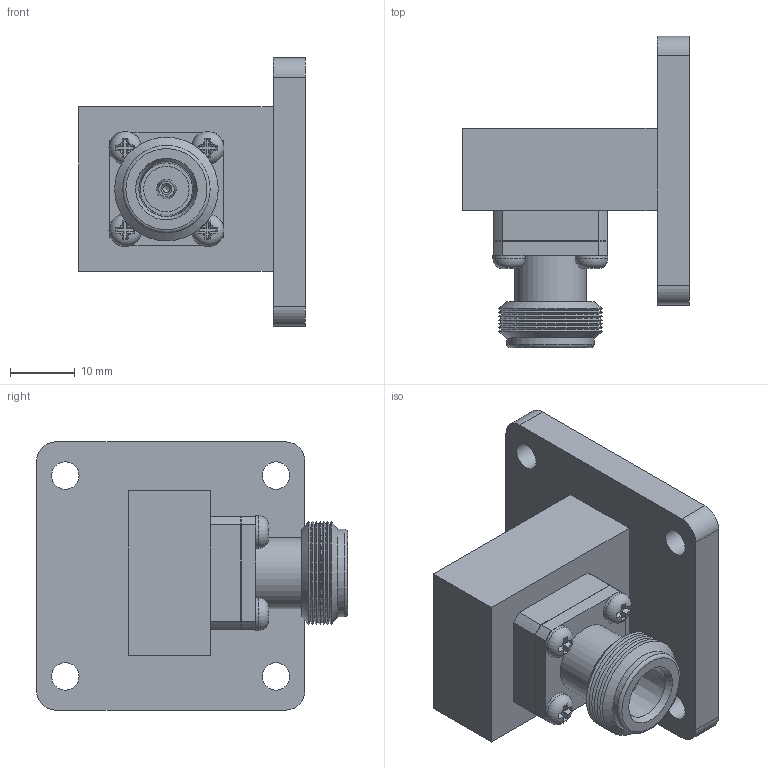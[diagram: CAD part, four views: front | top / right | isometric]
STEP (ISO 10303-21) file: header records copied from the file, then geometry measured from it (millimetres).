
FILE_DESCRIPTION (( 'STEP AP214' ), '1' );
FILE_NAME ('FMWCA1092_3D.STEP', '2020-05-20T14:33:38', ( '' ), ( '' ), 'SwSTEP 2.0', 'SolidWorks 2018', '' );
FILE_SCHEMA (( 'AUTOMOTIVE_DESIGN' ));
Length unit declared in the file: inch
Products named in the file (1): FMWCA1092_3D
Bounding box: 35.01 x 48 x 41.4 mm (x, y, z)
Volume: 13693.9 mm3; surface area: 11268.3 mm2
Topology: 2 solids, 2 shells, 162 faces, 410 edges, 260 vertices
Faces by surface type: plane 112, cylinder 25, cone 20, torus 5
Full cylindrical faces by diameter (mm): 1.71 x1, 3.04 x1, 4.239 x4, 5.007 x4, 6.999 x1, 10.995 x1, 13.488 x1
Entity records: 4657 total; most frequent: CARTESIAN_POINT 921, DIRECTION 740, ORIENTED_EDGE 726, EDGE_CURVE 363, AXIS2_PLACEMENT_3D 262, VERTEX_POINT 251, LINE 216, VECTOR 216
